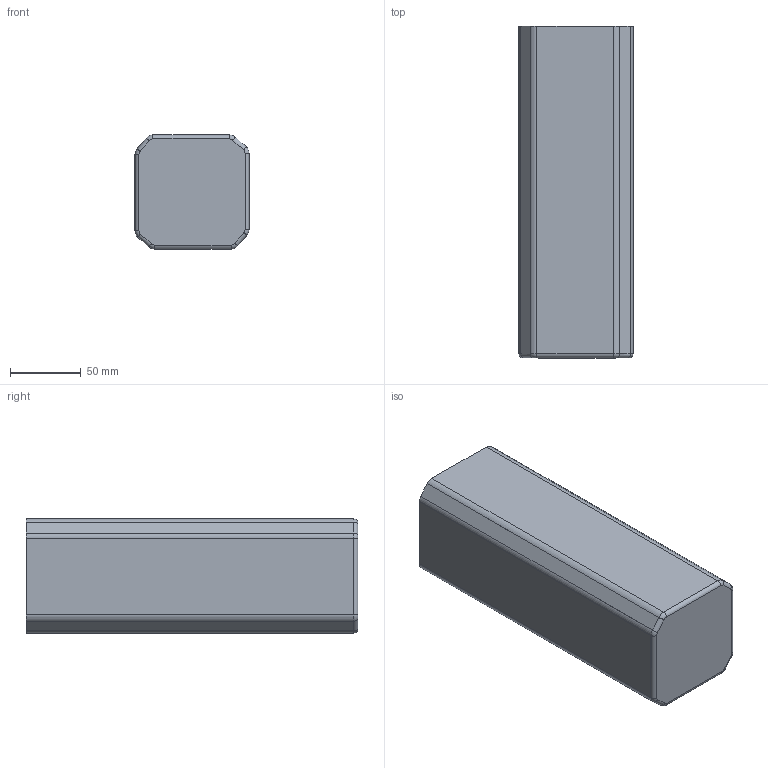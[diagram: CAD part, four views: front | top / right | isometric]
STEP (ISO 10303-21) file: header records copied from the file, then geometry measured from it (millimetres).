
FILE_DESCRIPTION (( 'STEP AP203' ), '1' );
FILE_NAME ('HDD5041.STEP', '2014-03-23T17:06:05', ( '' ), ( '' ), 'SwSTEP 2.0', 'SolidWorks 2014', '' );
FILE_SCHEMA (( 'CONFIG_CONTROL_DESIGN' ));
Length unit declared in the file: inch
Products named in the file (1): HDD5041
Bounding box: 80.77 x 234.95 x 80.77 mm (x, y, z)
Volume: 60668.1 mm3; surface area: 149521.5 mm2
Topology: 1 solids, 1 shells, 67 faces, 160 edges, 96 vertices
Faces by surface type: cylinder 32, plane 19, torus 16
Entity records: 2017 total; most frequent: DIRECTION 376, CARTESIAN_POINT 324, ORIENTED_EDGE 320, EDGE_CURVE 160, AXIS2_PLACEMENT_3D 148, VERTEX_POINT 96, VECTOR 80, LINE 80
